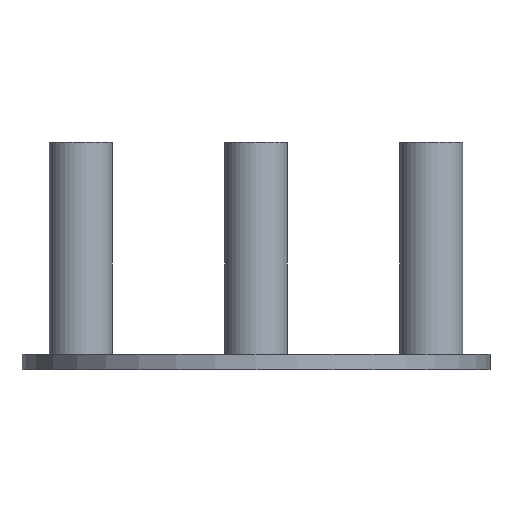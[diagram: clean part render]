
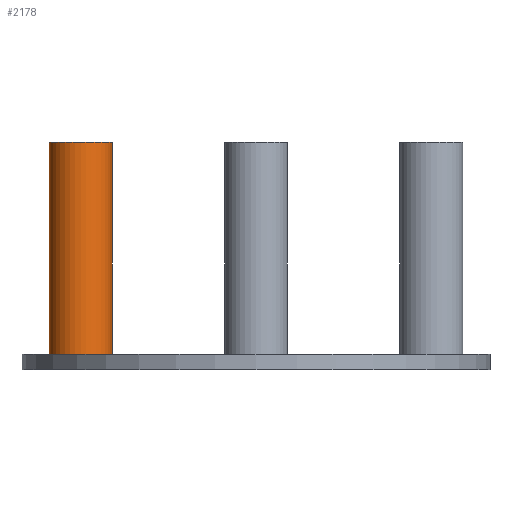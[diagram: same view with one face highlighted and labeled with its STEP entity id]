
A CAD part, front view. The second image highlights one B-rep face of the part: STEP entity #2178.
In plain terms, the highlighted cylindrical face has radius 5.277 mm (diameter 10.554 mm), a partial arc.
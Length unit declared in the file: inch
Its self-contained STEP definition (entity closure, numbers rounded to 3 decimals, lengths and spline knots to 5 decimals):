
#12 = CARTESIAN_POINT ( 'NONE',  ( -1.15853, -0.66888, 1.5 ) ) ;
#22 = EDGE_CURVE ( 'NONE', #2202, #1203, #80, .T. ) ;
#80 = CIRCLE ( 'NONE', #1317, 0.20775 ) ;
#106 = CYLINDRICAL_SURFACE ( 'NONE', #1614, 0.20775 ) ;
#255 = CARTESIAN_POINT ( 'NONE',  ( -1.36628, -0.66888, 1.5 ) ) ;
#268 = DIRECTION ( 'NONE',  ( 0., 0., -1. ) ) ;
#325 = EDGE_CURVE ( 'NONE', #783, #1203, #2560, .T. ) ;
#351 = FACE_OUTER_BOUND ( 'NONE', #2500, .T. ) ;
#443 = EDGE_CURVE ( 'NONE', #1111, #824, #483, .T. ) ;
#467 = EDGE_CURVE ( 'NONE', #824, #2202, #548, .T. ) ;
#468 = CARTESIAN_POINT ( 'NONE',  ( -0.95078, -0.66888, 1.5 ) ) ;
#483 = LINE ( 'NONE', #255, #974 ) ;
#548 = CIRCLE ( 'NONE', #2672, 0.20775 ) ;
#685 = AXIS2_PLACEMENT_3D ( 'NONE', #12, #1822, #2752 ) ;
#728 = CARTESIAN_POINT ( 'NONE',  ( -1.15853, -0.66888, 0.1 ) ) ;
#770 = DIRECTION ( 'NONE',  ( -0.5, 0.866, 0. ) ) ;
#783 = VERTEX_POINT ( 'NONE', #1589 ) ;
#824 = VERTEX_POINT ( 'NONE', #1346 ) ;
#909 = EDGE_CURVE ( 'NONE', #1111, #783, #2481, .T. ) ;
#965 = DIRECTION ( 'NONE',  ( 0., 0., 1. ) ) ;
#974 = VECTOR ( 'NONE', #2455, 39.37008 ) ;
#1010 = CARTESIAN_POINT ( 'NONE',  ( -1.33844, -0.77275, 0.1 ) ) ;
#1071 = ORIENTED_EDGE ( 'NONE', *, *, #467, .T. ) ;
#1098 = CARTESIAN_POINT ( 'NONE',  ( -1.15853, -0.66888, 0.1 ) ) ;
#1111 = VERTEX_POINT ( 'NONE', #2900 ) ;
#1203 = VERTEX_POINT ( 'NONE', #1595 ) ;
#1307 = DIRECTION ( 'NONE',  ( -0.5, 0.866, 0. ) ) ;
#1317 = AXIS2_PLACEMENT_3D ( 'NONE', #728, #965, #770 ) ;
#1346 = CARTESIAN_POINT ( 'NONE',  ( -1.36628, -0.66888, 0.1 ) ) ;
#1589 = CARTESIAN_POINT ( 'NONE',  ( -0.95078, -0.66888, 1.5 ) ) ;
#1595 = CARTESIAN_POINT ( 'NONE',  ( -0.95078, -0.66888, 0.1 ) ) ;
#1614 = AXIS2_PLACEMENT_3D ( 'NONE', #1652, #1919, #2191 ) ;
#1652 = CARTESIAN_POINT ( 'NONE',  ( -1.15853, -0.66888, 1.5 ) ) ;
#1780 = DIRECTION ( 'NONE',  ( 0., 0., 1. ) ) ;
#1822 = DIRECTION ( 'NONE',  ( 0., 0., 1. ) ) ;
#1919 = DIRECTION ( 'NONE',  ( 0., 0., -1. ) ) ;
#1988 = VECTOR ( 'NONE', #268, 39.37008 ) ;
#2168 = ORIENTED_EDGE ( 'NONE', *, *, #325, .F. ) ;
#2178 = ADVANCED_FACE ( 'NONE', ( #351 ), #106, .T. ) ;
#2191 = DIRECTION ( 'NONE',  ( -1., 0., 0. ) ) ;
#2202 = VERTEX_POINT ( 'NONE', #1010 ) ;
#2278 = ORIENTED_EDGE ( 'NONE', *, *, #909, .F. ) ;
#2417 = ORIENTED_EDGE ( 'NONE', *, *, #443, .T. ) ;
#2455 = DIRECTION ( 'NONE',  ( 0., 0., -1. ) ) ;
#2481 = CIRCLE ( 'NONE', #685, 0.20775 ) ;
#2500 = EDGE_LOOP ( 'NONE', ( #2168, #2278, #2417, #1071, #2831 ) ) ;
#2560 = LINE ( 'NONE', #468, #1988 ) ;
#2672 = AXIS2_PLACEMENT_3D ( 'NONE', #1098, #1780, #1307 ) ;
#2752 = DIRECTION ( 'NONE',  ( -0.5, 0.866, 0. ) ) ;
#2831 = ORIENTED_EDGE ( 'NONE', *, *, #22, .T. ) ;
#2900 = CARTESIAN_POINT ( 'NONE',  ( -1.36628, -0.66888, 1.5 ) ) ;
